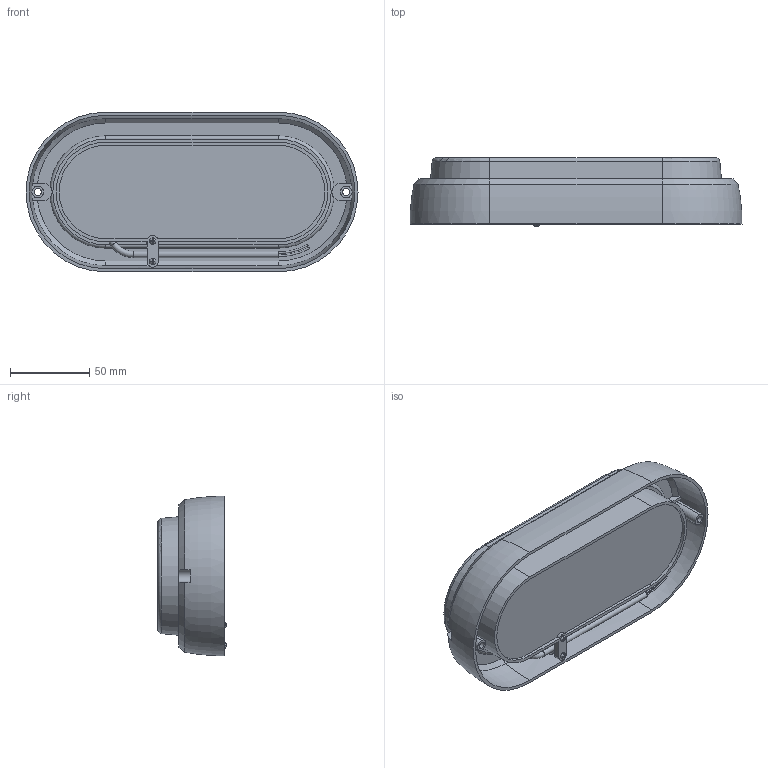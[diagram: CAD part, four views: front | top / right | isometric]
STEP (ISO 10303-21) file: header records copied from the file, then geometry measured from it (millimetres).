
FILE_DESCRIPTION (( 'STEP AP203' ), '1' );
FILE_NAME ('LDPO0-4012-12-4000-K01 Ñâåòèëüíèê LED ÄÏÎ 4012 12Âò IP54 4000K îâàë áåëûé IEK.STEP', '2018-04-11T14:08:18', ( '' ), ( '' ), 'SwSTEP 2.0', 'SolidWorks 2014', '' );
FILE_SCHEMA (( 'CONFIG_CONTROL_DESIGN' ));
Length unit declared in the file: millimetre
Products named in the file (1): LDPO0-4012-12-4000-K01 Ñâåòèëüíèê LED ÄÏÎ 4012 12Âò IP54 4000K îâàë áåëûé IEK
Bounding box: 210 x 43.48 x 101 mm (x, y, z)
Volume: 498312.3 mm3; surface area: 81780.2 mm2
Topology: 1 solids, 1 shells, 138 faces, 358 edges, 232 vertices
Faces by surface type: plane 66, cylinder 42, torus 20, cone 10
Entity records: 4643 total; most frequent: CARTESIAN_POINT 1121, DIRECTION 744, ORIENTED_EDGE 716, EDGE_CURVE 358, AXIS2_PLACEMENT_3D 293, VERTEX_POINT 232, LINE 158, VECTOR 158
